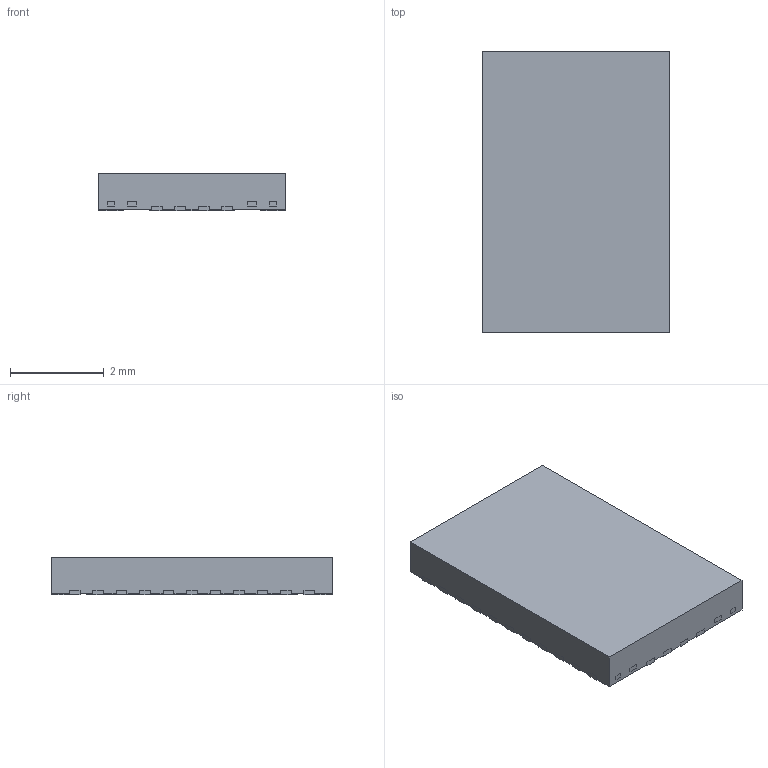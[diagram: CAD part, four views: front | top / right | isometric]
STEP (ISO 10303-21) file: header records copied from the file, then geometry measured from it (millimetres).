
FILE_DESCRIPTION((''),'2;1');
FILE_NAME('RNP0030G_ASM','2023-01-12T12:41:42',('a0412086'),(''),'CREO PARAMETRIC BY PTC INC, 2018500','CREO PARAMETRIC BY PTC INC, 2018500','');
FILE_SCHEMA(('CONFIG_CONTROL_DESIGN','SHAPE_APPEARANCE_LAYERS_GROUPS'));
Length unit declared in the file: millimetre
Products named in the file (4): BODY-QFN; FRAME; PIN1-ID; RNP0030G_ASM
Assembly tree (3 placements, depth 2):
  RNP0030G_ASM
    BODY-QFN
    FRAME
    PIN1-ID
Bounding box: 4 x 6 x 0.8 mm (x, y, z)
Volume: 18.9 mm3; surface area: 112 mm2
Topology: 40 solids, 40 shells, 657 faces, 1698 edges, 1132 vertices
Faces by surface type: plane 597, cylinder 60
Entity records: 25415 total; most frequent: CARTESIAN_POINT 3494, ORIENTED_EDGE 3396, DIRECTION 3146, PRESENTATION_STYLE_ASSIGNMENT 1776, STYLED_ITEM 1738, CURVE_STYLE 1698, EDGE_CURVE 1698, VECTOR 1578
